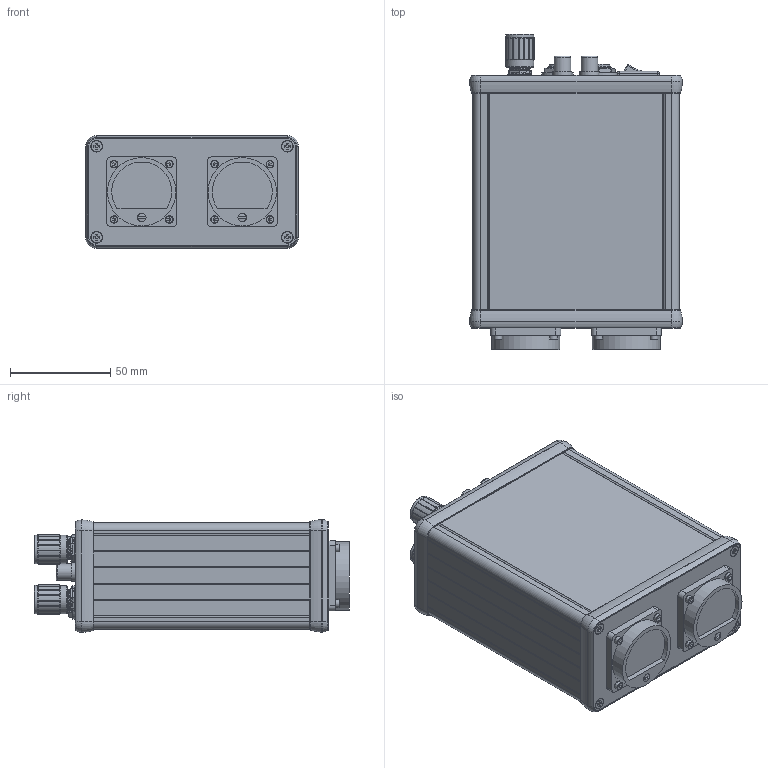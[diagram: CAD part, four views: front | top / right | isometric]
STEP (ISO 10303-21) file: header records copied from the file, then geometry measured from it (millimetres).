
FILE_DESCRIPTION(/* description */ ('Unknown'),/* implementation_level */ '2;1');
FILE_NAME(/* name */ 'vu_meter_deck_assembly',/* time_stamp */ '2023-07-02T14:14:09+02:00',/* author */ ('Unknown'),/* organization */ ('Unknown'),/* preprocessor_version */ 'ST-DEVELOPER v16.7',/* originating_system */ 'DEX',/* authorisation */ $);
FILE_SCHEMA (('AUTOMOTIVE_DESIGN {1 0 10303 214 3 1 1}'));
Products named in the file (40): vu_meter_deck_assembly; 1455N Extrusion; 1455N Cover; 1455 screw; N1 Bezel Closed; front_panel_assembly; front_panel; SD-39_VU_gauge; din_912-m2x0_4-10-10_9; nut_din934_m2-10; back_panel_assembly; back_panel; ARCOLECTRIC_H8600VB; Housing; Rocker; Terminal; RCA cinch RS 411-081_w; RCA cinch RS 411-081_3; RCA cinch RS 411-081_0_w; RCA cinch RS 411-081; RCA cinch RS 411-081_r; RCA cinch RS 411-081_0_r; RCA cinch RS 411-081_2; 4840.2200-03; 4840.2200-03_nut; ACJS-LNS-2S; NUT; Washer 2; Single_Pot; Single_Pot_0; Single_Pot_1; Single_Pot_2; Single_Pot_3; Single_Pot_4; Single_Pot_5; Pot_washer; Pot_nut; Potentiometer knob_A15x17-PK-AB-K-I; board_plain
Assembly tree (81 placements, depth 4):
  vu_meter_deck_assembly
    1455N Extrusion
    1455N Cover
    1455 screw  x8
    N1 Bezel Closed  x2
    front_panel_assembly
      front_panel
      SD-39_VU_gauge  x2
      din_912-m2x0_4-10-10_9  x8
      nut_din934_m2-10  x8
    back_panel_assembly
      back_panel
      ARCOLECTRIC_H8600VB
        Housing
        Rocker
        Terminal  x2
      RCA cinch RS 411-081_w  x2
        RCA cinch RS 411-081_3
        RCA cinch RS 411-081_0_w
        RCA cinch RS 411-081
      RCA cinch RS 411-081_r  x2
        RCA cinch RS 411-081_3
        RCA cinch RS 411-081_0_r
        RCA cinch RS 411-081
      RCA cinch RS 411-081_2  x4
      4840.2200-03
      4840.2200-03_nut
      ACJS-LNS-2S  x2
      NUT  x2
      Washer 2  x2
      Single_Pot  x2
        Single_Pot
        Single_Pot_0
        Single_Pot_1
        Single_Pot_2
        Single_Pot_3
        Single_Pot_4
        Single_Pot_5
      Pot_washer  x2
      Pot_nut  x2
      Potentiometer knob_A15x17-PK-AB-K-I  x2
    board_plain
Bounding box: 106.13 x 157.36 x 56.26 mm (x, y, z)
Volume: 194717 mm3; surface area: 191561.4 mm2
Topology: 89 solids, 93 shells, 2716 faces, 7304 edges, 4787 vertices
Faces by surface type: plane 1527, cylinder 815, cone 207, torus 72, sphere 48, bspline 47
Full cylindrical faces by diameter (mm): 1 x2, 1.2 x2, 1.27 x6, 1.5 x5, 1.567 x8, 1.6 x1, 1.905 x18, 1.95 x2, 2 x20, 2.6 x1, 3.3 x8, 3.5 x32, 3.7 x9, 3.8 x8, 4.191 x8, 4.699 x2, 5.5 x8, 5.8 x4, 5.969 x2, 6 x2, 6.27 x4, 6.3 x1, 6.35 x2, 6.43 x2, 6.5 x6, 7.2 x4, 7.3 x8, 7.7 x2, 8 x2, 8.2 x4
Entity records: 56374 total; most frequent: CARTESIAN_POINT 15783, ORIENTED_EDGE 7364, DIRECTION 7325, EDGE_CURVE 3682, AXIS2_PLACEMENT_3D 2597, VERTEX_POINT 2511, LINE 2131, VECTOR 2131
